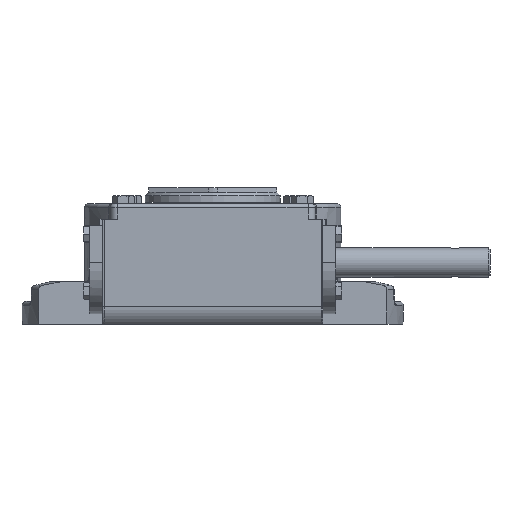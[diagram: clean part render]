
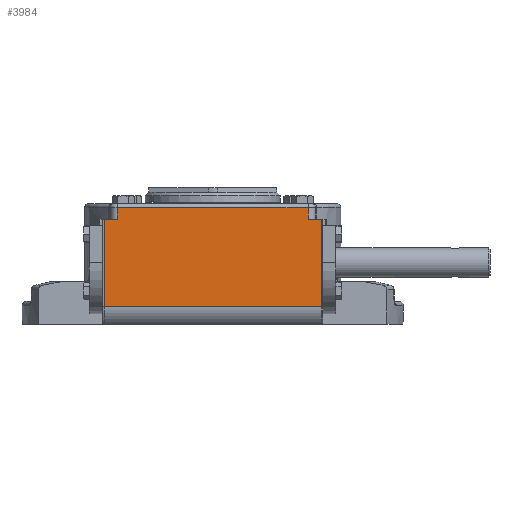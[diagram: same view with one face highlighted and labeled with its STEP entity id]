
A CAD part, front view. The second image highlights one B-rep face of the part: STEP entity #3984.
In plain terms, the highlighted planar face has unit normal (0, -1, 0).
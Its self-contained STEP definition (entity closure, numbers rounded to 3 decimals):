
#3984 = ADVANCED_FACE( '', ( #8206 ), #8207, .T. );
#8206 = FACE_OUTER_BOUND( '', #18381, .T. );
#8207 = PLANE( '', #18382 );
#18381 = EDGE_LOOP( '', ( #30484, #30485, #30486, #30487, #30488, #30489, #30490, #30491 ) );
#18382 = AXIS2_PLACEMENT_3D( '', #30492, #30493, #30494 );
#30484 = ORIENTED_EDGE( '', *, *, #34340, .T. );
#30485 = ORIENTED_EDGE( '', *, *, #31294, .T. );
#30486 = ORIENTED_EDGE( '', *, *, #34456, .T. );
#30487 = ORIENTED_EDGE( '', *, *, #32530, .T. );
#30488 = ORIENTED_EDGE( '', *, *, #31349, .T. );
#30489 = ORIENTED_EDGE( '', *, *, #33755, .T. );
#30490 = ORIENTED_EDGE( '', *, *, #31454, .T. );
#30491 = ORIENTED_EDGE( '', *, *, #33382, .T. );
#30492 = CARTESIAN_POINT( '', ( 70., -126., 67. ) );
#30493 = DIRECTION( '', ( 0., -1., 0. ) );
#30494 = DIRECTION( '', ( 0., 0., -1. ) );
#31294 = EDGE_CURVE( '', #36228, #36226, #36229, .T. );
#31349 = EDGE_CURVE( '', #36326, #36324, #36327, .F. );
#31454 = EDGE_CURVE( '', #36502, #36506, #36508, .T. );
#32530 = EDGE_CURVE( '', #38257, #36326, #38270, .T. );
#33382 = EDGE_CURVE( '', #36506, #39538, #39540, .T. );
#33755 = EDGE_CURVE( '', #36324, #36502, #40040, .T. );
#34340 = EDGE_CURVE( '', #39538, #36228, #40796, .F. );
#34456 = EDGE_CURVE( '', #36226, #38257, #40918, .T. );
#36226 = VERTEX_POINT( '', #44411 );
#36228 = VERTEX_POINT( '', #44413 );
#36229 = LINE( '', #44414, #44415 );
#36324 = VERTEX_POINT( '', #44753 );
#36326 = VERTEX_POINT( '', #44755 );
#36327 = LINE( '', #44756, #44757 );
#36502 = VERTEX_POINT( '', #45237 );
#36506 = VERTEX_POINT( '', #45242 );
#36508 = LINE( '', #45244, #45245 );
#38257 = VERTEX_POINT( '', #49549 );
#38270 = LINE( '', #49566, #49567 );
#39538 = VERTEX_POINT( '', #52823 );
#39540 = LINE( '', #52825, #52826 );
#40040 = LINE( '', #54209, #54210 );
#40796 = LINE( '', #56295, #56296 );
#40918 = LINE( '', #56633, #56634 );
#44411 = CARTESIAN_POINT( '', ( -65., -126., 64.5 ) );
#44413 = CARTESIAN_POINT( '', ( 65., -126., 64.5 ) );
#44414 = CARTESIAN_POINT( '', ( 70., -126., 64.5 ) );
#44415 = VECTOR( '', #59090, 1000. );
#44753 = CARTESIAN_POINT( '', ( -74., -126., -3. ) );
#44755 = CARTESIAN_POINT( '', ( -74., -126., 56.5 ) );
#44756 = CARTESIAN_POINT( '', ( -74., -126., -18. ) );
#44757 = VECTOR( '', #59145, 1000. );
#45237 = CARTESIAN_POINT( '', ( 74., -126., -3. ) );
#45242 = CARTESIAN_POINT( '', ( 74., -126., 56.5 ) );
#45244 = CARTESIAN_POINT( '', ( 74., -126., -18. ) );
#45245 = VECTOR( '', #59266, 1000. );
#49549 = CARTESIAN_POINT( '', ( -65., -126., 56.5 ) );
#49566 = CARTESIAN_POINT( '', ( -77., -126., 56.5 ) );
#49567 = VECTOR( '', #60513, 1000. );
#52823 = CARTESIAN_POINT( '', ( 65., -126., 56.5 ) );
#52825 = CARTESIAN_POINT( '', ( -77., -126., 56.5 ) );
#52826 = VECTOR( '', #61359, 1000. );
#54209 = CARTESIAN_POINT( '', ( 77., -126., -3. ) );
#54210 = VECTOR( '', #61708, 1000. );
#56295 = CARTESIAN_POINT( '', ( 65., -126., 67. ) );
#56296 = VECTOR( '', #62213, 1000. );
#56633 = CARTESIAN_POINT( '', ( -65., -126., 67. ) );
#56634 = VECTOR( '', #62292, 1000. );
#59090 = DIRECTION( '', ( -1., 0., 0. ) );
#59145 = DIRECTION( '', ( 0., 0., 1. ) );
#59266 = DIRECTION( '', ( 0., 0., 1. ) );
#60513 = DIRECTION( '', ( -1., 0., 0. ) );
#61359 = DIRECTION( '', ( -1., 0., 0. ) );
#61708 = DIRECTION( '', ( 1., 0., 0. ) );
#62213 = DIRECTION( '', ( 0., 0., -1. ) );
#62292 = DIRECTION( '', ( 0., 0., -1. ) );
